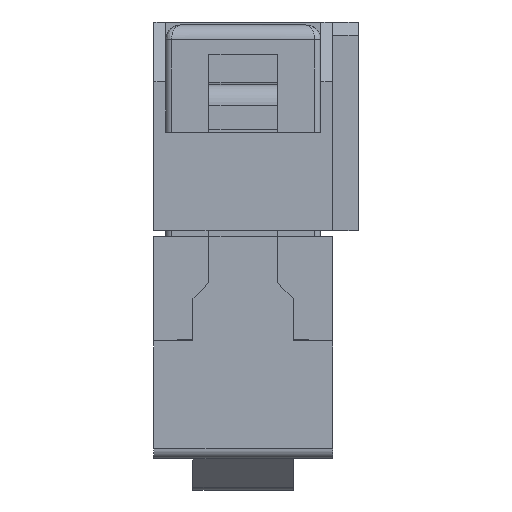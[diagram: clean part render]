
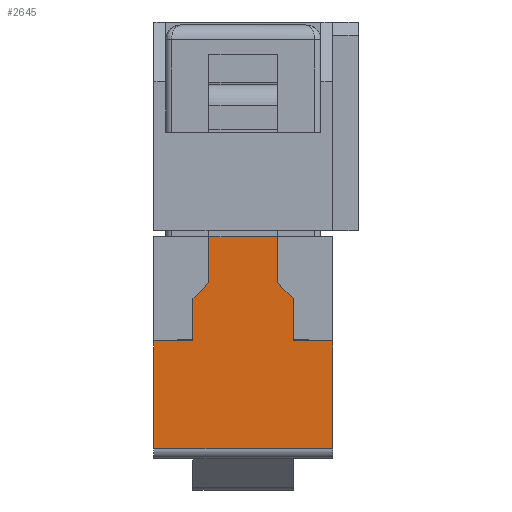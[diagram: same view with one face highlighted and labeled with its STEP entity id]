
A CAD part, left-side view. The second image highlights one B-rep face of the part: STEP entity #2645.
In plain terms, the highlighted planar face has unit normal (-1, 0, 0).
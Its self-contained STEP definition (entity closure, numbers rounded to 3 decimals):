
#2645 = ADVANCED_FACE( '', ( #6414 ), #6415, .T. );
#6414 = FACE_OUTER_BOUND( '', #11741, .T. );
#6415 = PLANE( '', #11742 );
#11741 = EDGE_LOOP( '', ( #18160, #18161, #18162, #18163, #18164, #18165, #18166, #18167, #18168, #18169, #18170, #18171 ) );
#11742 = AXIS2_PLACEMENT_3D( '', #18172, #18173, #18174 );
#18160 = ORIENTED_EDGE( '', *, *, #34019, .T. );
#18161 = ORIENTED_EDGE( '', *, *, #34020, .T. );
#18162 = ORIENTED_EDGE( '', *, *, #33525, .T. );
#18163 = ORIENTED_EDGE( '', *, *, #34021, .T. );
#18164 = ORIENTED_EDGE( '', *, *, #34022, .T. );
#18165 = ORIENTED_EDGE( '', *, *, #34023, .F. );
#18166 = ORIENTED_EDGE( '', *, *, #34024, .T. );
#18167 = ORIENTED_EDGE( '', *, *, #34025, .T. );
#18168 = ORIENTED_EDGE( '', *, *, #34026, .T. );
#18169 = ORIENTED_EDGE( '', *, *, #34027, .T. );
#18170 = ORIENTED_EDGE( '', *, *, #34028, .T. );
#18171 = ORIENTED_EDGE( '', *, *, #34029, .F. );
#18172 = CARTESIAN_POINT( '', ( -42.98, -3., 0. ) );
#18173 = DIRECTION( '', ( -1., 0., 0. ) );
#18174 = DIRECTION( '', ( 0., 0., 1. ) );
#33525 = EDGE_CURVE( '', #40248, #40249, #40250, .T. );
#34019 = EDGE_CURVE( '', #41141, #41142, #41143, .T. );
#34020 = EDGE_CURVE( '', #41142, #40248, #41144, .F. );
#34021 = EDGE_CURVE( '', #40249, #41145, #41146, .T. );
#34022 = EDGE_CURVE( '', #41145, #41147, #41148, .T. );
#34023 = EDGE_CURVE( '', #41149, #41147, #41150, .T. );
#34024 = EDGE_CURVE( '', #41149, #41151, #41152, .T. );
#34025 = EDGE_CURVE( '', #41151, #41153, #41154, .T. );
#34026 = EDGE_CURVE( '', #41153, #41155, #41156, .T. );
#34027 = EDGE_CURVE( '', #41155, #41157, #41158, .F. );
#34028 = EDGE_CURVE( '', #41157, #41159, #41160, .T. );
#34029 = EDGE_CURVE( '', #41141, #41159, #41161, .T. );
#40248 = VERTEX_POINT( '', #49970 );
#40249 = VERTEX_POINT( '', #49971 );
#40250 = LINE( '', #49972, #49973 );
#41141 = VERTEX_POINT( '', #51222 );
#41142 = VERTEX_POINT( '', #51223 );
#41143 = LINE( '', #51224, #51225 );
#41144 = LINE( '', #51226, #51227 );
#41145 = VERTEX_POINT( '', #51228 );
#41146 = LINE( '', #51229, #51230 );
#41147 = VERTEX_POINT( '', #51231 );
#41148 = LINE( '', #51232, #51233 );
#41149 = VERTEX_POINT( '', #51234 );
#41150 = LINE( '', #51235, #51236 );
#41151 = VERTEX_POINT( '', #51237 );
#41152 = LINE( '', #51238, #51239 );
#41153 = VERTEX_POINT( '', #51240 );
#41154 = LINE( '', #51241, #51242 );
#41155 = VERTEX_POINT( '', #51243 );
#41156 = LINE( '', #51244, #51245 );
#41157 = VERTEX_POINT( '', #51246 );
#41158 = LINE( '', #51247, #51248 );
#41159 = VERTEX_POINT( '', #51249 );
#41160 = LINE( '', #51250, #51251 );
#41161 = LINE( '', #51252, #51253 );
#49970 = CARTESIAN_POINT( '', ( -42.98, 1.685, 4.965 ) );
#49971 = CARTESIAN_POINT( '', ( -42.98, 1.685, 3.55 ) );
#49972 = CARTESIAN_POINT( '', ( -42.98, 1.685, 5.5 ) );
#49973 = VECTOR( '', #63257, 1000. );
#51222 = CARTESIAN_POINT( '', ( -42.98, 1.15, 7.05 ) );
#51223 = CARTESIAN_POINT( '', ( -42.98, 1.15, 5.5 ) );
#51224 = CARTESIAN_POINT( '', ( -42.98, 1.15, 6.95 ) );
#51225 = VECTOR( '', #63836, 1000. );
#51226 = CARTESIAN_POINT( '', ( -42.98, 1.825, 4.825 ) );
#51227 = VECTOR( '', #63837, 1000. );
#51228 = CARTESIAN_POINT( '', ( -42.98, 3., 3.55 ) );
#51229 = CARTESIAN_POINT( '', ( -42.98, -3., 3.55 ) );
#51230 = VECTOR( '', #63838, 1000. );
#51231 = CARTESIAN_POINT( '', ( -42.98, 3., -0.07 ) );
#51232 = CARTESIAN_POINT( '', ( -42.98, 3., 3.55 ) );
#51233 = VECTOR( '', #63839, 1000. );
#51234 = CARTESIAN_POINT( '', ( -42.98, -3., -0.07 ) );
#51235 = CARTESIAN_POINT( '', ( -42.98, -3., -0.07 ) );
#51236 = VECTOR( '', #63840, 1000. );
#51237 = CARTESIAN_POINT( '', ( -42.98, -3., 3.55 ) );
#51238 = CARTESIAN_POINT( '', ( -42.98, -3., 0. ) );
#51239 = VECTOR( '', #63841, 1000. );
#51240 = CARTESIAN_POINT( '', ( -42.98, -1.685, 3.55 ) );
#51241 = CARTESIAN_POINT( '', ( -42.98, -3., 3.55 ) );
#51242 = VECTOR( '', #63842, 1000. );
#51243 = CARTESIAN_POINT( '', ( -42.98, -1.685, 4.965 ) );
#51244 = CARTESIAN_POINT( '', ( -42.98, -1.685, 3.55 ) );
#51245 = VECTOR( '', #63843, 1000. );
#51246 = CARTESIAN_POINT( '', ( -42.98, -1.15, 5.5 ) );
#51247 = CARTESIAN_POINT( '', ( -42.98, -4.825, 1.825 ) );
#51248 = VECTOR( '', #63844, 1000. );
#51249 = CARTESIAN_POINT( '', ( -42.98, -1.15, 7.05 ) );
#51250 = CARTESIAN_POINT( '', ( -42.98, -1.15, 5.5 ) );
#51251 = VECTOR( '', #63845, 1000. );
#51252 = CARTESIAN_POINT( '', ( -42.98, 1.15, 7.05 ) );
#51253 = VECTOR( '', #63846, 1000. );
#63257 = DIRECTION( '', ( 0., 0., -1. ) );
#63836 = DIRECTION( '', ( 0., 0., -1. ) );
#63837 = DIRECTION( '', ( 0., -0.707, 0.707 ) );
#63838 = DIRECTION( '', ( 0., 1., 0. ) );
#63839 = DIRECTION( '', ( 0., 0., -1. ) );
#63840 = DIRECTION( '', ( 0., 1., 0. ) );
#63841 = DIRECTION( '', ( 0., 0., 1. ) );
#63842 = DIRECTION( '', ( 0., 1., 0. ) );
#63843 = DIRECTION( '', ( 0., 0., 1. ) );
#63844 = DIRECTION( '', ( 0., -0.707, -0.707 ) );
#63845 = DIRECTION( '', ( 0., 0., 1. ) );
#63846 = DIRECTION( '', ( 0., -1., 0. ) );
